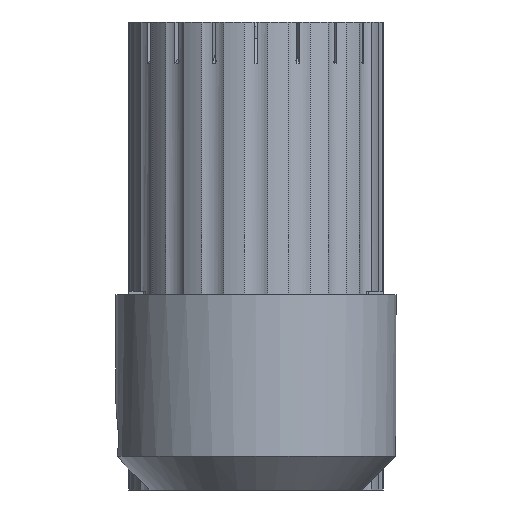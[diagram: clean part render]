
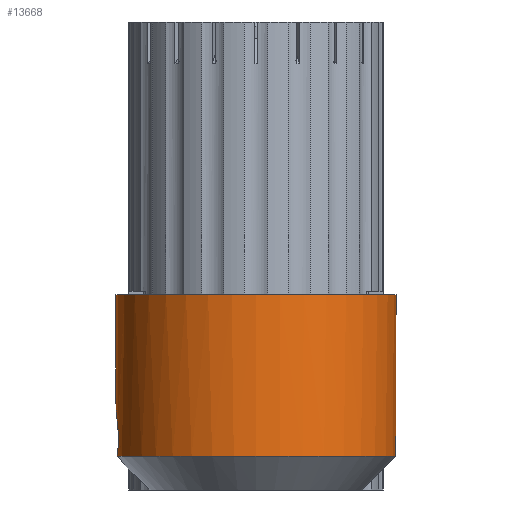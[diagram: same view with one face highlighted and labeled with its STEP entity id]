
A CAD part, left-side view. The second image highlights one B-rep face of the part: STEP entity #13668.
In plain terms, the highlighted cylindrical face has radius 16.5 mm (diameter 33 mm), a full revolution.
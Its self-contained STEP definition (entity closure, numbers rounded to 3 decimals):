
#63=ELLIPSE('',#14934,23.335,16.5);
#65=ELLIPSE('',#14937,23.335,16.5);
#1223=FACE_OUTER_BOUND('',#1973,.T.);
#1973=EDGE_LOOP('',(#12317,#12318,#12319,#12320,#12321,#12322,#12323,#12324,
#12325));
#2540=CIRCLE('',#14929,16.5);
#2542=CIRCLE('',#14931,16.5);
#2549=CIRCLE('',#14954,16.5);
#2790=B_SPLINE_CURVE_WITH_KNOTS('',3,(#27163,#27164,#27165,#27166,#27167,
#27168,#27169,#27170,#27171,#27172,#27173),.UNSPECIFIED.,.F.,.F.,(4,2,3,
2,4),(-0.227,-0.113,0.,0.113,0.21),
 .UNSPECIFIED.);
#2792=B_SPLINE_CURVE_WITH_KNOTS('',3,(#27206,#27207,#27208,#27209,#27210,
#27211,#27212,#27213,#27214,#27215),.UNSPECIFIED.,.F.,.F.,(4,2,2,2,4),(0.696,
0.793,0.906,1.019,1.133),
 .UNSPECIFIED.);
#3946=LINE('',#27328,#5193);
#5193=VECTOR('',#18502,16.5);
#6492=VERTEX_POINT('',#27000);
#6493=VERTEX_POINT('',#27001);
#6494=VERTEX_POINT('',#27102);
#6496=VERTEX_POINT('',#27162);
#6499=VERTEX_POINT('',#27204);
#6500=VERTEX_POINT('',#27218);
#6511=VERTEX_POINT('',#27326);
#8444=EDGE_CURVE('',#6493,#6494,#2540,.T.);
#8447=EDGE_CURVE('',#6494,#6492,#2542,.T.);
#8448=EDGE_CURVE('',#6496,#6492,#2790,.T.);
#8452=EDGE_CURVE('',#6493,#6499,#2792,.T.);
#8453=EDGE_CURVE('',#6499,#6500,#63,.T.);
#8456=EDGE_CURVE('',#6500,#6496,#65,.T.);
#8471=EDGE_CURVE('',#6511,#6511,#2549,.T.);
#8472=EDGE_CURVE('',#6511,#6494,#3946,.T.);
#12317=ORIENTED_EDGE('',*,*,#8471,.F.);
#12318=ORIENTED_EDGE('',*,*,#8472,.T.);
#12319=ORIENTED_EDGE('',*,*,#8444,.F.);
#12320=ORIENTED_EDGE('',*,*,#8452,.T.);
#12321=ORIENTED_EDGE('',*,*,#8453,.T.);
#12322=ORIENTED_EDGE('',*,*,#8456,.T.);
#12323=ORIENTED_EDGE('',*,*,#8448,.T.);
#12324=ORIENTED_EDGE('',*,*,#8447,.F.);
#12325=ORIENTED_EDGE('',*,*,#8472,.F.);
#13004=CYLINDRICAL_SURFACE('',#14953,16.5);
#13668=ADVANCED_FACE('',(#1223),#13004,.T.);
#14929=AXIS2_PLACEMENT_3D('',#27103,#18442,#18443);
#14931=AXIS2_PLACEMENT_3D('',#27107,#18447,#18448);
#14934=AXIS2_PLACEMENT_3D('',#27219,#18455,#18456);
#14937=AXIS2_PLACEMENT_3D('',#27224,#18462,#18463);
#14953=AXIS2_PLACEMENT_3D('',#27325,#18498,#18499);
#14954=AXIS2_PLACEMENT_3D('',#27327,#18500,#18501);
#18442=DIRECTION('center_axis',(0.,0.,-1.));
#18443=DIRECTION('ref_axis',(1.,0.,0.));
#18447=DIRECTION('center_axis',(0.,0.,-1.));
#18448=DIRECTION('ref_axis',(1.,0.,0.));
#18455=DIRECTION('center_axis',(0.707,0.,0.707));
#18456=DIRECTION('ref_axis',(0.707,0.,-0.707));
#18462=DIRECTION('center_axis',(-0.707,0.,0.707));
#18463=DIRECTION('ref_axis',(0.707,0.,0.707));
#18498=DIRECTION('center_axis',(0.,0.,1.));
#18499=DIRECTION('ref_axis',(1.,0.,0.));
#18500=DIRECTION('center_axis',(0.,0.,1.));
#18501=DIRECTION('ref_axis',(1.,0.,0.));
#18502=DIRECTION('',(0.,0.,-1.));
#27000=CARTESIAN_POINT('',(-52.236,16.348,4.));
#27001=CARTESIAN_POINT('',(-47.764,16.348,4.));
#27102=CARTESIAN_POINT('',(-66.5,0.,4.));
#27103=CARTESIAN_POINT('Origin',(-50.,0.,4.));
#27107=CARTESIAN_POINT('Origin',(-50.,0.,4.));
#27162=CARTESIAN_POINT('',(-52.121,16.363,8.121));
#27163=CARTESIAN_POINT('Ctrl Pts',(-52.121,16.363,8.121));
#27164=CARTESIAN_POINT('Ctrl Pts',(-52.387,16.329,7.855));
#27165=CARTESIAN_POINT('Ctrl Pts',(-52.618,16.292,7.519));
#27166=CARTESIAN_POINT('Ctrl Pts',(-52.924,16.24,6.78));
#27167=CARTESIAN_POINT('Ctrl Pts',(-53.,16.225,6.378));
#27168=CARTESIAN_POINT('Ctrl Pts',(-53.,16.225,6.));
#27169=CARTESIAN_POINT('Ctrl Pts',(-53.,16.225,5.622));
#27170=CARTESIAN_POINT('Ctrl Pts',(-52.924,16.24,5.22));
#27171=CARTESIAN_POINT('Ctrl Pts',(-52.64,16.288,4.536));
#27172=CARTESIAN_POINT('Ctrl Pts',(-52.453,16.318,4.244));
#27173=CARTESIAN_POINT('Ctrl Pts',(-52.236,16.348,4.));
#27204=CARTESIAN_POINT('',(-47.879,16.363,8.121));
#27206=CARTESIAN_POINT('Ctrl Pts',(-47.764,16.348,4.));
#27207=CARTESIAN_POINT('Ctrl Pts',(-47.547,16.318,4.244));
#27208=CARTESIAN_POINT('Ctrl Pts',(-47.36,16.288,4.536));
#27209=CARTESIAN_POINT('Ctrl Pts',(-47.076,16.24,5.22));
#27210=CARTESIAN_POINT('Ctrl Pts',(-47.,16.225,5.622));
#27211=CARTESIAN_POINT('Ctrl Pts',(-47.,16.225,6.378));
#27212=CARTESIAN_POINT('Ctrl Pts',(-47.076,16.24,6.78));
#27213=CARTESIAN_POINT('Ctrl Pts',(-47.382,16.292,7.519));
#27214=CARTESIAN_POINT('Ctrl Pts',(-47.613,16.329,7.855));
#27215=CARTESIAN_POINT('Ctrl Pts',(-47.879,16.363,8.121));
#27218=CARTESIAN_POINT('',(-50.,16.5,10.243));
#27219=CARTESIAN_POINT('Origin',(-50.,0.,10.243));
#27224=CARTESIAN_POINT('Origin',(-50.,0.,10.243));
#27325=CARTESIAN_POINT('Origin',(-50.,0.,0.));
#27326=CARTESIAN_POINT('',(-66.5,0.,23.));
#27327=CARTESIAN_POINT('Origin',(-50.,0.,23.));
#27328=CARTESIAN_POINT('',(-66.5,0.,0.));
